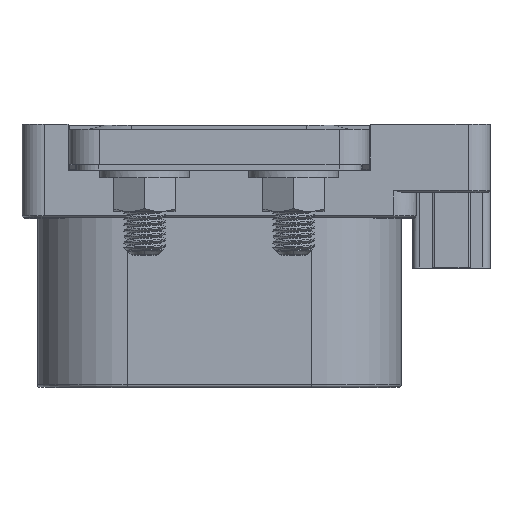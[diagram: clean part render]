
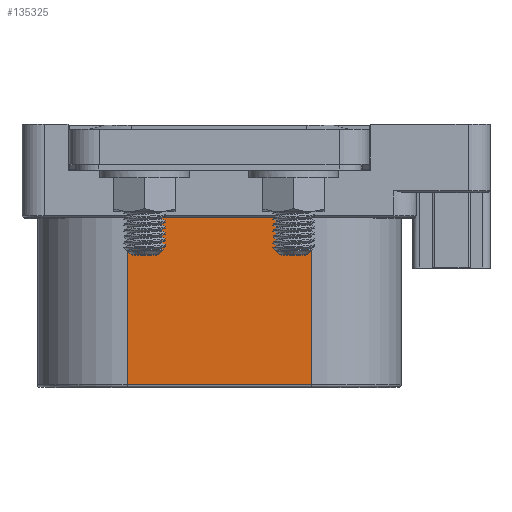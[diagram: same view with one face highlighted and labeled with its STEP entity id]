
A CAD part, top view. The second image highlights one B-rep face of the part: STEP entity #135325.
In plain terms, the highlighted planar face has unit normal (0, 0, 1).
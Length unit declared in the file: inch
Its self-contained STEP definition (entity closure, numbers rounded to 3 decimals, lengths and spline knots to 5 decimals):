
#1363 = LINE ( 'NONE', #85835, #139866 ) ;
#5418 = DIRECTION ( 'NONE',  ( 1., 0., 0. ) ) ;
#14784 = FACE_OUTER_BOUND ( 'NONE', #90886, .T. ) ;
#18180 = CARTESIAN_POINT ( 'NONE',  ( -4.1, 4.87171, 1.025 ) ) ;
#20750 = ORIENTED_EDGE ( 'NONE', *, *, #146169, .T. ) ;
#23882 = LINE ( 'NONE', #139746, #59496 ) ;
#31660 = DIRECTION ( 'NONE',  ( 1., 0., 0. ) ) ;
#32565 = DIRECTION ( 'NONE',  ( 0., -1., 0. ) ) ;
#33925 = CARTESIAN_POINT ( 'NONE',  ( -2., 1.937, 1.025 ) ) ;
#44606 = PLANE ( 'NONE',  #47465 ) ;
#45942 = DIRECTION ( 'NONE',  ( -1., 0., 0. ) ) ;
#46160 = ORIENTED_EDGE ( 'NONE', *, *, #173404, .F. ) ;
#47465 = AXIS2_PLACEMENT_3D ( 'NONE', #18180, #111975, #31660 ) ;
#48249 = VERTEX_POINT ( 'NONE', #79624 ) ;
#58313 = EDGE_CURVE ( 'NONE', #48249, #152351, #69930, .T. ) ;
#59496 = VECTOR ( 'NONE', #45942, 39.37008 ) ;
#67740 = VERTEX_POINT ( 'NONE', #144635 ) ;
#68843 = CARTESIAN_POINT ( 'NONE',  ( -2., 4.87171, 1.025 ) ) ;
#69421 = ORIENTED_EDGE ( 'NONE', *, *, #58313, .T. ) ;
#69930 = LINE ( 'NONE', #72208, #137207 ) ;
#71532 = ORIENTED_EDGE ( 'NONE', *, *, #168302, .T. ) ;
#72208 = CARTESIAN_POINT ( 'NONE',  ( -2., 0.03, 1.025 ) ) ;
#79624 = CARTESIAN_POINT ( 'NONE',  ( -4.1, 0.03, 1.025 ) ) ;
#82291 = DIRECTION ( 'NONE',  ( 0., -1., 0. ) ) ;
#85835 = CARTESIAN_POINT ( 'NONE',  ( -4.1, 4.87171, 1.025 ) ) ;
#90886 = EDGE_LOOP ( 'NONE', ( #71532, #69421, #46160, #20750 ) ) ;
#108181 = VECTOR ( 'NONE', #82291, 39.37008 ) ;
#111975 = DIRECTION ( 'NONE',  ( 0., 0., 1. ) ) ;
#112362 = LINE ( 'NONE', #68843, #108181 ) ;
#135325 = ADVANCED_FACE ( 'NONE', ( #14784 ), #44606, .T. ) ;
#137207 = VECTOR ( 'NONE', #5418, 39.37008 ) ;
#139746 = CARTESIAN_POINT ( 'NONE',  ( -4.1, 1.937, 1.025 ) ) ;
#139866 = VECTOR ( 'NONE', #32565, 39.37008 ) ;
#144635 = CARTESIAN_POINT ( 'NONE',  ( -4.1, 1.937, 1.025 ) ) ;
#145089 = VERTEX_POINT ( 'NONE', #33925 ) ;
#146169 = EDGE_CURVE ( 'NONE', #145089, #67740, #23882, .T. ) ;
#152351 = VERTEX_POINT ( 'NONE', #171106 ) ;
#168302 = EDGE_CURVE ( 'NONE', #67740, #48249, #1363, .T. ) ;
#171106 = CARTESIAN_POINT ( 'NONE',  ( -2., 0.03, 1.025 ) ) ;
#173404 = EDGE_CURVE ( 'NONE', #145089, #152351, #112362, .T. ) ;
